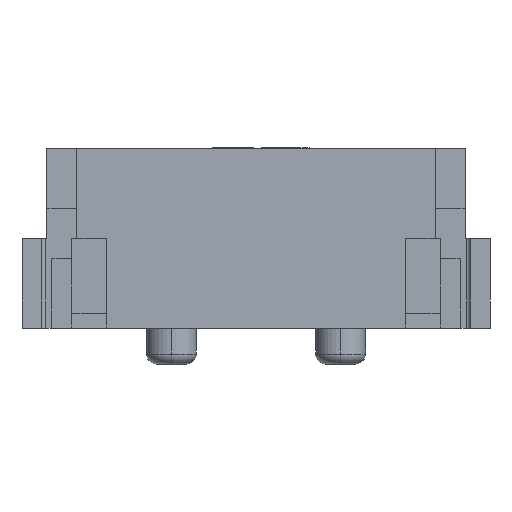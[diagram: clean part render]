
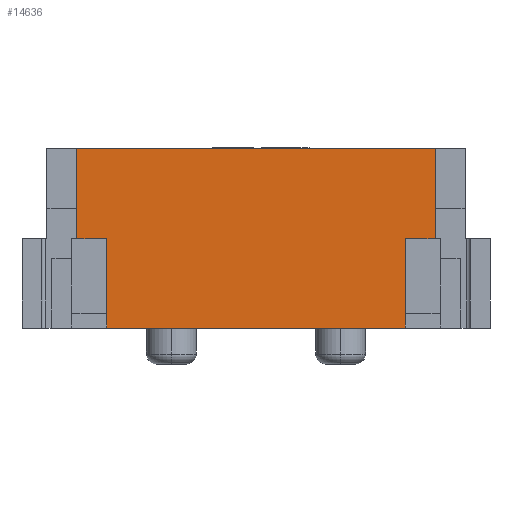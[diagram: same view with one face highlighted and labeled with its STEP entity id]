
A CAD part, front view. The second image highlights one B-rep face of the part: STEP entity #14636.
In plain terms, the highlighted planar face has unit normal (0, -1, 0).
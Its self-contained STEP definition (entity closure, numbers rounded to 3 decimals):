
#38 = DIRECTION ( 'NONE',  ( -1., 0., 0. ) ) ;
#396 = ORIENTED_EDGE ( 'NONE', *, *, #9448, .T. ) ;
#436 = DIRECTION ( 'NONE',  ( 1., 0., 0. ) ) ;
#606 = VERTEX_POINT ( 'NONE', #13494 ) ;
#883 = VERTEX_POINT ( 'NONE', #4261 ) ;
#929 = DIRECTION ( 'NONE',  ( 0., 1., 0. ) ) ;
#1032 = CARTESIAN_POINT ( 'NONE',  ( 1.8, -2.05, 0.3 ) ) ;
#1065 = DIRECTION ( 'NONE',  ( 0., 0., -1. ) ) ;
#1575 = CARTESIAN_POINT ( 'NONE',  ( 2.1, -2.05, -0.9 ) ) ;
#2261 = VECTOR ( 'NONE', #9649, 1000. ) ;
#2360 = VECTOR ( 'NONE', #38, 1000. ) ;
#2668 = LINE ( 'NONE', #1032, #13296 ) ;
#2726 = CARTESIAN_POINT ( 'NONE',  ( 1.5, -2.05, 0. ) ) ;
#2781 = EDGE_CURVE ( 'NONE', #12233, #606, #12524, .T. ) ;
#3221 = CARTESIAN_POINT ( 'NONE',  ( -1.8, -2.05, 0.9 ) ) ;
#3374 = LINE ( 'NONE', #8530, #4153 ) ;
#3631 = DIRECTION ( 'NONE',  ( 0., 0., -1. ) ) ;
#4036 = CARTESIAN_POINT ( 'NONE',  ( 1.8, -2.05, 0. ) ) ;
#4044 = ORIENTED_EDGE ( 'NONE', *, *, #15301, .F. ) ;
#4116 = VECTOR ( 'NONE', #436, 1000. ) ;
#4136 = LINE ( 'NONE', #1575, #2360 ) ;
#4153 = VECTOR ( 'NONE', #3631, 1000. ) ;
#4175 = CARTESIAN_POINT ( 'NONE',  ( -2.05, -2.05, 0. ) ) ;
#4261 = CARTESIAN_POINT ( 'NONE',  ( 1.5, -2.05, 0. ) ) ;
#4311 = EDGE_CURVE ( 'NONE', #12311, #5464, #4136, .T. ) ;
#4817 = ORIENTED_EDGE ( 'NONE', *, *, #14066, .F. ) ;
#5464 = VERTEX_POINT ( 'NONE', #11403 ) ;
#5666 = EDGE_CURVE ( 'NONE', #883, #12311, #13018, .T. ) ;
#5909 = VECTOR ( 'NONE', #8627, 1000. ) ;
#5959 = LINE ( 'NONE', #12063, #4116 ) ;
#6077 = ORIENTED_EDGE ( 'NONE', *, *, #4311, .F. ) ;
#6092 = DIRECTION ( 'NONE',  ( -1., 0., 0. ) ) ;
#6151 = CARTESIAN_POINT ( 'NONE',  ( -1.5, -2.05, 0. ) ) ;
#6428 = PLANE ( 'NONE',  #7939 ) ;
#6439 = VECTOR ( 'NONE', #13171, 1000. ) ;
#7479 = EDGE_CURVE ( 'NONE', #12233, #15353, #3374, .T. ) ;
#7546 = ORIENTED_EDGE ( 'NONE', *, *, #5666, .F. ) ;
#7939 = AXIS2_PLACEMENT_3D ( 'NONE', #15040, #929, #6092 ) ;
#7986 = EDGE_LOOP ( 'NONE', ( #7546, #396, #4044, #8746, #10744, #4817, #10625, #6077 ) ) ;
#8153 = VECTOR ( 'NONE', #1065, 1000. ) ;
#8530 = CARTESIAN_POINT ( 'NONE',  ( -1.8, -2.05, 0.3 ) ) ;
#8627 = DIRECTION ( 'NONE',  ( 1., 0., 0. ) ) ;
#8746 = ORIENTED_EDGE ( 'NONE', *, *, #2781, .F. ) ;
#9448 = EDGE_CURVE ( 'NONE', #883, #12748, #5959, .T. ) ;
#9649 = DIRECTION ( 'NONE',  ( -1., 0., 0. ) ) ;
#10175 = FACE_OUTER_BOUND ( 'NONE', #7986, .T. ) ;
#10354 = CARTESIAN_POINT ( 'NONE',  ( -1.8, -2.05, 0. ) ) ;
#10625 = ORIENTED_EDGE ( 'NONE', *, *, #12324, .T. ) ;
#10744 = ORIENTED_EDGE ( 'NONE', *, *, #7479, .T. ) ;
#11381 = DIRECTION ( 'NONE',  ( 0., 0., -1. ) ) ;
#11403 = CARTESIAN_POINT ( 'NONE',  ( -1.5, -2.05, -0.9 ) ) ;
#11505 = CARTESIAN_POINT ( 'NONE',  ( 2.1, -2.05, 0.9 ) ) ;
#12063 = CARTESIAN_POINT ( 'NONE',  ( 2.05, -2.05, 0. ) ) ;
#12233 = VERTEX_POINT ( 'NONE', #3221 ) ;
#12311 = VERTEX_POINT ( 'NONE', #16622 ) ;
#12324 = EDGE_CURVE ( 'NONE', #13687, #5464, #15352, .T. ) ;
#12524 = LINE ( 'NONE', #11505, #5909 ) ;
#12748 = VERTEX_POINT ( 'NONE', #4036 ) ;
#13018 = LINE ( 'NONE', #2726, #6439 ) ;
#13171 = DIRECTION ( 'NONE',  ( 0., 0., -1. ) ) ;
#13296 = VECTOR ( 'NONE', #11381, 1000. ) ;
#13494 = CARTESIAN_POINT ( 'NONE',  ( 1.8, -2.05, 0.9 ) ) ;
#13687 = VERTEX_POINT ( 'NONE', #14993 ) ;
#14066 = EDGE_CURVE ( 'NONE', #13687, #15353, #16044, .T. ) ;
#14636 = ADVANCED_FACE ( 'NONE', ( #10175 ), #6428, .F. ) ;
#14993 = CARTESIAN_POINT ( 'NONE',  ( -1.5, -2.05, 0. ) ) ;
#15040 = CARTESIAN_POINT ( 'NONE',  ( 0., -2.05, 0. ) ) ;
#15301 = EDGE_CURVE ( 'NONE', #606, #12748, #2668, .T. ) ;
#15352 = LINE ( 'NONE', #6151, #8153 ) ;
#15353 = VERTEX_POINT ( 'NONE', #10354 ) ;
#16044 = LINE ( 'NONE', #4175, #2261 ) ;
#16622 = CARTESIAN_POINT ( 'NONE',  ( 1.5, -2.05, -0.9 ) ) ;
